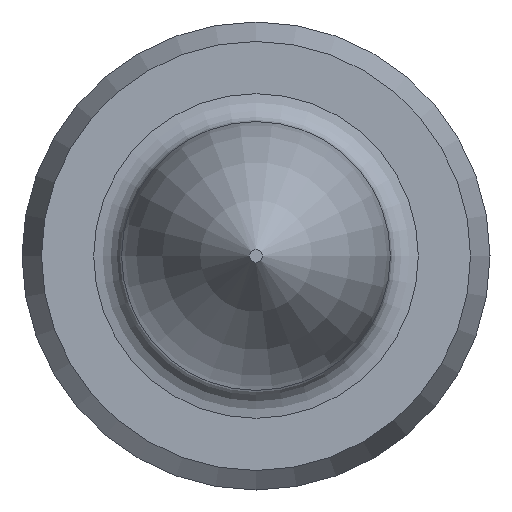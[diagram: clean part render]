
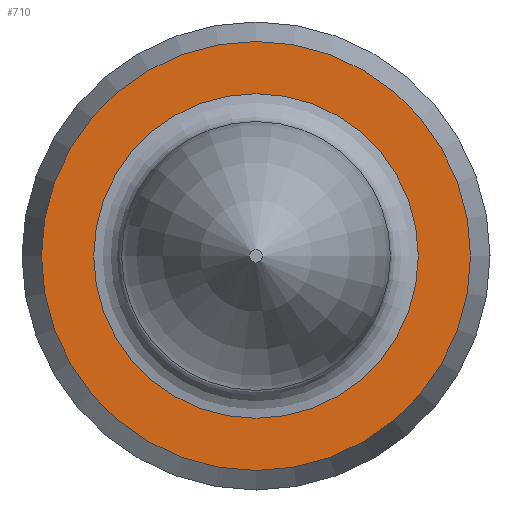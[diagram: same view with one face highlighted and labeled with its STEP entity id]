
A CAD part, left-side view. The second image highlights one B-rep face of the part: STEP entity #710.
In plain terms, the highlighted planar face has unit normal (-1, 0, 0).
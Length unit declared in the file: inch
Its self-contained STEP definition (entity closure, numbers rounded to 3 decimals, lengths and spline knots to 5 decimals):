
#20 = ORIENTED_EDGE ( 'NONE', *, *, #862, .F. ) ;
#39 = AXIS2_PLACEMENT_3D ( 'NONE', #573, #422, #626 ) ;
#43 = EDGE_CURVE ( 'NONE', #465, #465, #97, .T. ) ;
#73 = CARTESIAN_POINT ( 'NONE',  ( 0., -0.0154, 0. ) ) ;
#77 = CIRCLE ( 'NONE', #39, 0.01165 ) ;
#97 = CIRCLE ( 'NONE', #823, 0.0154 ) ;
#131 = DIRECTION ( 'NONE',  ( 1., 0., 0. ) ) ;
#137 = DIRECTION ( 'NONE',  ( 0., 1., 0. ) ) ;
#171 = CARTESIAN_POINT ( 'NONE',  ( 0., -0.01165, 0. ) ) ;
#175 = FACE_OUTER_BOUND ( 'NONE', #367, .T. ) ;
#183 = AXIS2_PLACEMENT_3D ( 'NONE', #539, #131, #137 ) ;
#348 = FACE_BOUND ( 'NONE', #418, .T. ) ;
#367 = EDGE_LOOP ( 'NONE', ( #820 ) ) ;
#394 = DIRECTION ( 'NONE',  ( 0., -1., 0. ) ) ;
#418 = EDGE_LOOP ( 'NONE', ( #20 ) ) ;
#422 = DIRECTION ( 'NONE',  ( -1., 0., 0. ) ) ;
#448 = CARTESIAN_POINT ( 'NONE',  ( 0., 0., 0. ) ) ;
#465 = VERTEX_POINT ( 'NONE', #73 ) ;
#530 = DIRECTION ( 'NONE',  ( -1., 0., 0. ) ) ;
#539 = CARTESIAN_POINT ( 'NONE',  ( 0., 0.01165, 0. ) ) ;
#573 = CARTESIAN_POINT ( 'NONE',  ( 0., 0., 0. ) ) ;
#588 = VERTEX_POINT ( 'NONE', #171 ) ;
#600 = PLANE ( 'NONE',  #183 ) ;
#626 = DIRECTION ( 'NONE',  ( 0., -1., 0. ) ) ;
#710 = ADVANCED_FACE ( 'NONE', ( #348, #175 ), #600, .F. ) ;
#820 = ORIENTED_EDGE ( 'NONE', *, *, #43, .T. ) ;
#823 = AXIS2_PLACEMENT_3D ( 'NONE', #448, #530, #394 ) ;
#862 = EDGE_CURVE ( 'NONE', #588, #588, #77, .T. ) ;
